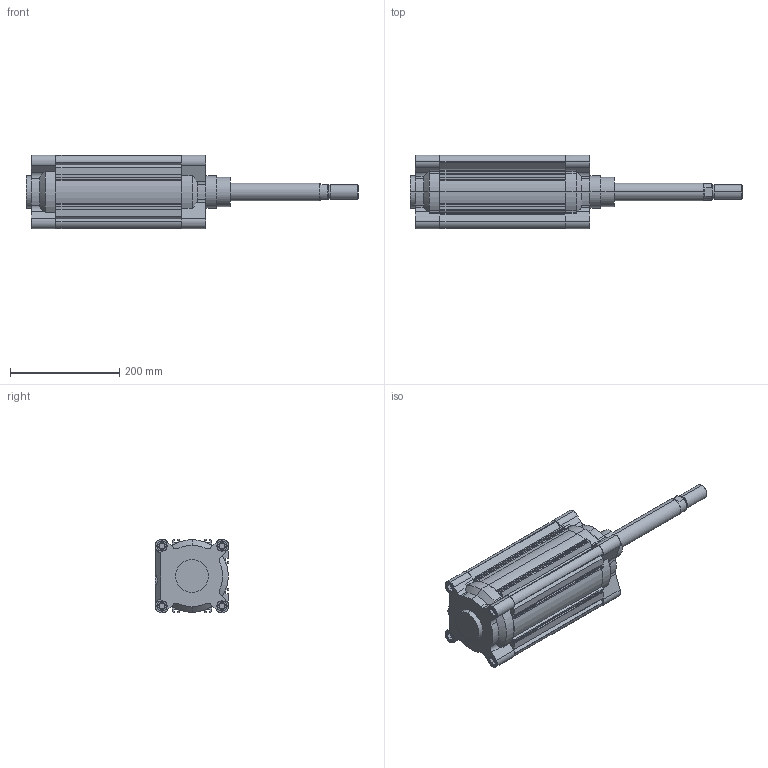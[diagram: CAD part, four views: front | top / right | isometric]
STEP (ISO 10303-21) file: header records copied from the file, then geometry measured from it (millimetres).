
FILE_DESCRIPTION(('HOOPS Exchange Step'),'2;1');
FILE_NAME('export-B31838EF-B584-40FF-A977-FA04CE65CC76.stp','2022-06-14T18:03:08+02:00',('Engineering'),('Alibre'),'HOOPS Exchange 2021.0','Alibre','Unknown authorisation');
FILE_SCHEMA( ('AP242_MANAGED_MODEL_BASED_3D_ENGINEERING_MIM_LF {1 0 10303 442 1 1 4 }') );
Length unit declared in the file: millimetre
Products named in the file (5): 5969-4 121 A A2 0160 ZP Pneumatic Cilinder ISO15552 Series A (125mm bore); 5969-3 121 A A2 0160 ZP Pneumatic Cilinder ISO15552 Series A (125mm bore); 5969-2 121 A A2 0160 ZP Pneumatic Cilinder ISO15552 Series A (125mm bore); 5969-1 121 A A2 0160 ZP Pneumatic Cilinder ISO15552 Series A (125mm bore); 5969 121 A A2 0160 ZP Pneumatic Cilinder ISO15552 Series A (125mm bore)
Assembly tree (4 placements, depth 2):
  5969 121 A A2 0160 ZP Pneumatic Cilinder ISO15552 Series A (125mm bore)
    5969-4 121 A A2 0160 ZP Pneumatic Cilinder ISO15552 Series A (125mm bore)
    5969-3 121 A A2 0160 ZP Pneumatic Cilinder ISO15552 Series A (125mm bore)
    5969-2 121 A A2 0160 ZP Pneumatic Cilinder ISO15552 Series A (125mm bore)
    5969-1 121 A A2 0160 ZP Pneumatic Cilinder ISO15552 Series A (125mm bore)
Bounding box: 609 x 134.99 x 135 mm (x, y, z)
Volume: 1735006.3 mm3; surface area: 512888.6 mm2
Topology: 2 solids, 261 shells, 453 faces, 1747 edges, 1513 vertices
Faces by surface type: plane 244, cylinder 171, cone 38
Entity records: 20232 total; most frequent: CARTESIAN_POINT 4315, DIRECTION 3264, ORIENTED_EDGE 2217, EDGE_CURVE 1743, VERTEX_POINT 1513, AXIS2_PLACEMENT_3D 1122, VECTOR 1020, LINE 1020
